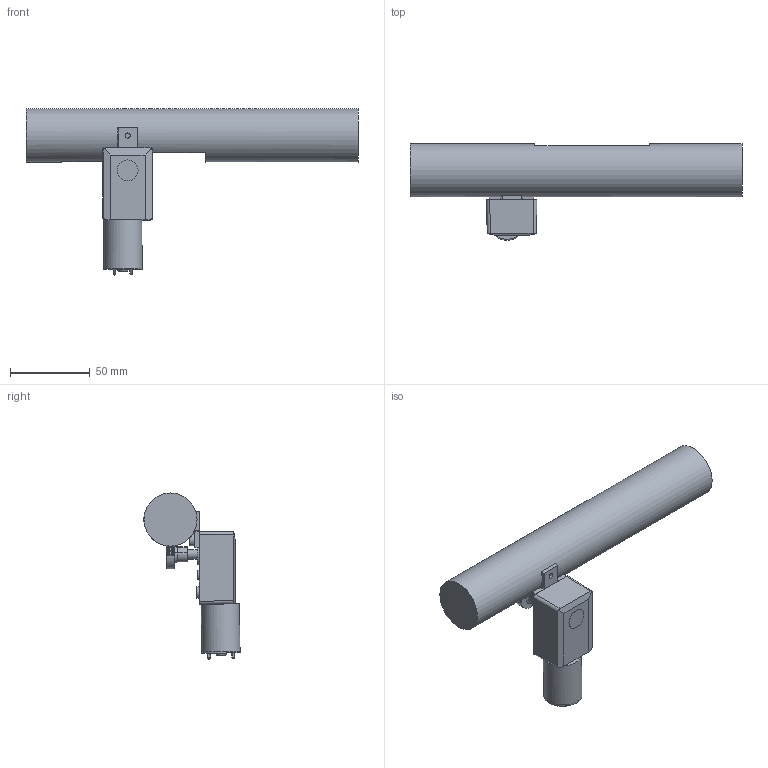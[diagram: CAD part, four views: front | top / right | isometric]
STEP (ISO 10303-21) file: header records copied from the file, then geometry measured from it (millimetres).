
FILE_DESCRIPTION(/* description */ (''),/* implementation_level */ '2;1');
FILE_NAME(/* name */ 'Gun Test v7.step',/* time_stamp */ '2024-07-03T20:58:52-04:00',/* author */ (''),/* organization */ (''),/* preprocessor_version */ 'ST-DEVELOPER v20',/* originating_system */ 'Autodesk Translation Framework v13.14.0.145',/* authorisation */ '');
FILE_SCHEMA (('AUTOMOTIVE_DESIGN { 1 0 10303 214 3 1 1 }'));
Products named in the file (4): Gun Test; JGY-370; Gear; Arm
Assembly tree (3 placements, depth 2):
  Gun Test
    JGY-370
    Gear
    Arm
Bounding box: 208.6 x 60.43 x 104.33 mm (x, y, z)
Volume: 152292.3 mm3; surface area: 56086.6 mm2
Topology: 6 solids, 6 shells, 707 faces, 1876 edges, 1248 vertices
Faces by surface type: plane 323, bspline 231, cylinder 151, torus 2
Full cylindrical faces by diameter (mm): 3 x5, 3.25 x2, 4 x2, 6 x1, 6.3 x1, 7.2 x6, 8.2 x2, 13 x1, 13.2 x1, 22 x1, 23 x1, 23.3 x1, 24 x1, 33.4 x1
Entity records: 46969 total; most frequent: CARTESIAN_POINT 30758, ORIENTED_EDGE 3752, DIRECTION 2675, EDGE_CURVE 1876, VERTEX_POINT 1248, LINE 1029, VECTOR 1029, AXIS2_PLACEMENT_3D 823
